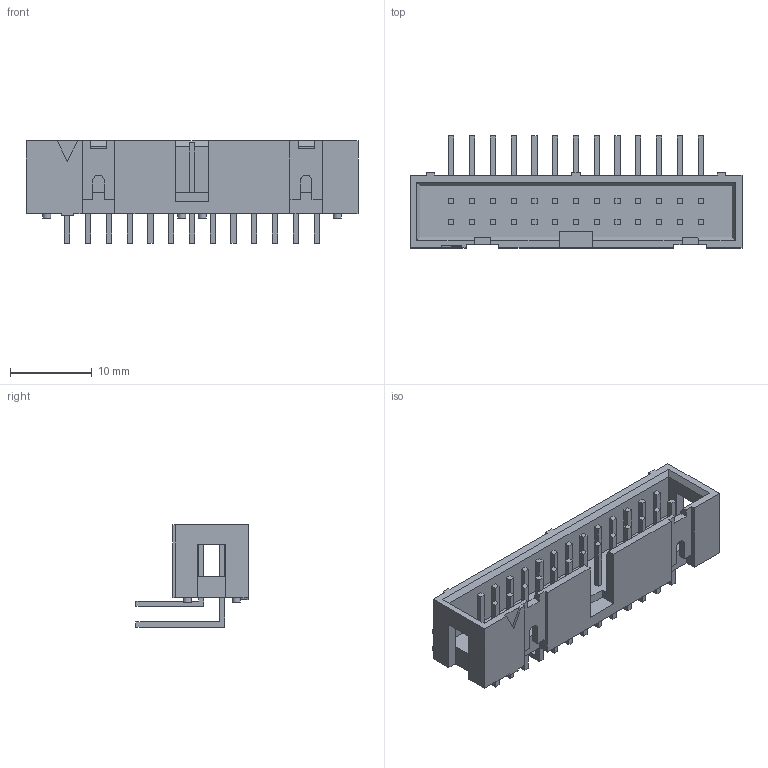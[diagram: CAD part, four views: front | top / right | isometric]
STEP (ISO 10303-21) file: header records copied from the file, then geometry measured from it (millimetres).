
FILE_DESCRIPTION(/* description */ (''),/* implementation_level */ '2;1');
FILE_NAME(/* name */ '100678065ugm000_a.stp',/* time_stamp */ '2016-09-01T08:11:48+02:00',/* author */ (''),/* organization */ (''),/* preprocessor_version */ 'ST-DEVELOPER v16',/* originating_system */ 'SIEMENS PLM Software NX 10.0',/* authorisation */ '');
FILE_SCHEMA (('AUTOMOTIVE_DESIGN { 1 0 10303 214 3 1 1 1 }'));
Length unit declared in the file: millimetre
Products named in the file (1): 100678065ugm000_a
Bounding box: 40.6 x 13.7 x 12.52 mm (x, y, z)
Volume: 1723.4 mm3; surface area: 3285 mm2
Topology: 1 solids, 1 shells, 401 faces, 1035 edges, 686 vertices
Faces by surface type: plane 393, cylinder 8
Full cylindrical faces by diameter (mm): 1 x6
Entity records: 14152 total; most frequent: CARTESIAN_POINT 2117, ORIENTED_EDGE 2058, DIRECTION 1849, EDGE_CURVE 1029, LINE 1013, VECTOR 1013, VERTEX_POINT 686, EDGE_LOOP 465
